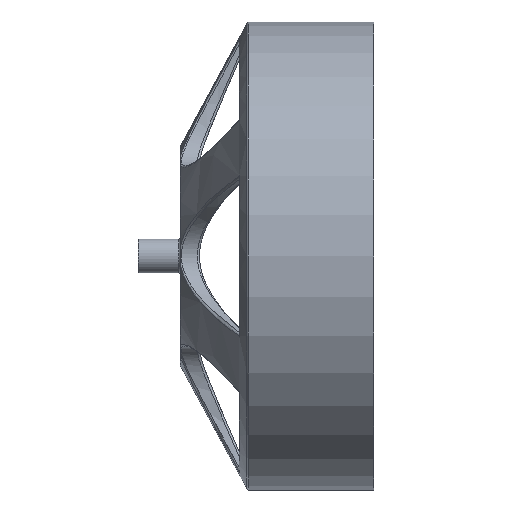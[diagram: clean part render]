
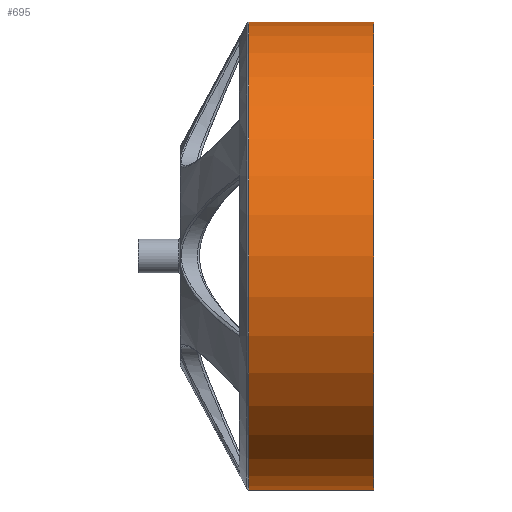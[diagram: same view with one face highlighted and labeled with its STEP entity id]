
A CAD part, left-side view. The second image highlights one B-rep face of the part: STEP entity #695.
In plain terms, the highlighted cylindrical face has radius 27.8 mm (diameter 55.6 mm), a partial arc.
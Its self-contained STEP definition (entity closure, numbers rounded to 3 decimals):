
#275 = DIRECTION ( 'NONE',  ( 0., -1., 0. ) ) ;
#316 = CARTESIAN_POINT ( 'NONE',  ( 0., 14.851, -27.8 ) ) ;
#355 = CARTESIAN_POINT ( 'NONE',  ( 0., 10., 0. ) ) ;
#391 = CARTESIAN_POINT ( 'NONE',  ( 0., 10., -27.8 ) ) ;
#420 = CARTESIAN_POINT ( 'NONE',  ( 0., 0., -27.8 ) ) ;
#646 = CIRCLE ( 'NONE', #2808, 27.8 ) ;
#695 = ADVANCED_FACE ( 'NONE', ( #2541 ), #3511, .T. ) ;
#761 = CARTESIAN_POINT ( 'NONE',  ( 0., 0., 0. ) ) ;
#876 = LINE ( 'NONE', #391, #3728 ) ;
#1066 = DIRECTION ( 'NONE',  ( 0., 1., 0. ) ) ;
#1173 = AXIS2_PLACEMENT_3D ( 'NONE', #355, #2186, #1671 ) ;
#1521 = VERTEX_POINT ( 'NONE', #316 ) ;
#1536 = EDGE_LOOP ( 'NONE', ( #2432, #5441, #2796, #4209 ) ) ;
#1671 = DIRECTION ( 'NONE',  ( 0., 0., 1. ) ) ;
#2110 = CARTESIAN_POINT ( 'NONE',  ( 0., 10., 27.8 ) ) ;
#2186 = DIRECTION ( 'NONE',  ( 0., -1., 0. ) ) ;
#2294 = CARTESIAN_POINT ( 'NONE',  ( 0., 14.851, 0. ) ) ;
#2297 = EDGE_CURVE ( 'NONE', #1521, #5308, #876, .T. ) ;
#2432 = ORIENTED_EDGE ( 'NONE', *, *, #5617, .F. ) ;
#2516 = DIRECTION ( 'NONE',  ( 0., -1., 0. ) ) ;
#2541 = FACE_OUTER_BOUND ( 'NONE', #1536, .T. ) ;
#2796 = ORIENTED_EDGE ( 'NONE', *, *, #2884, .F. ) ;
#2808 = AXIS2_PLACEMENT_3D ( 'NONE', #2294, #1066, #2861 ) ;
#2846 = EDGE_CURVE ( 'NONE', #3769, #3293, #5270, .T. ) ;
#2861 = DIRECTION ( 'NONE',  ( 0., 0., -1. ) ) ;
#2884 = EDGE_CURVE ( 'NONE', #3293, #5308, #3164, .T. ) ;
#3068 = CARTESIAN_POINT ( 'NONE',  ( 0., 0., 27.8 ) ) ;
#3164 = CIRCLE ( 'NONE', #3639, 27.8 ) ;
#3293 = VERTEX_POINT ( 'NONE', #3068 ) ;
#3511 = CYLINDRICAL_SURFACE ( 'NONE', #1173, 27.8 ) ;
#3639 = AXIS2_PLACEMENT_3D ( 'NONE', #761, #275, #4795 ) ;
#3728 = VECTOR ( 'NONE', #5386, 1000. ) ;
#3769 = VERTEX_POINT ( 'NONE', #5791 ) ;
#4209 = ORIENTED_EDGE ( 'NONE', *, *, #2846, .F. ) ;
#4795 = DIRECTION ( 'NONE',  ( 0., 0., -1. ) ) ;
#5270 = LINE ( 'NONE', #2110, #5711 ) ;
#5308 = VERTEX_POINT ( 'NONE', #420 ) ;
#5386 = DIRECTION ( 'NONE',  ( 0., -1., 0. ) ) ;
#5441 = ORIENTED_EDGE ( 'NONE', *, *, #2297, .T. ) ;
#5617 = EDGE_CURVE ( 'NONE', #1521, #3769, #646, .T. ) ;
#5711 = VECTOR ( 'NONE', #2516, 1000. ) ;
#5791 = CARTESIAN_POINT ( 'NONE',  ( 0., 14.851, 27.8 ) ) ;
